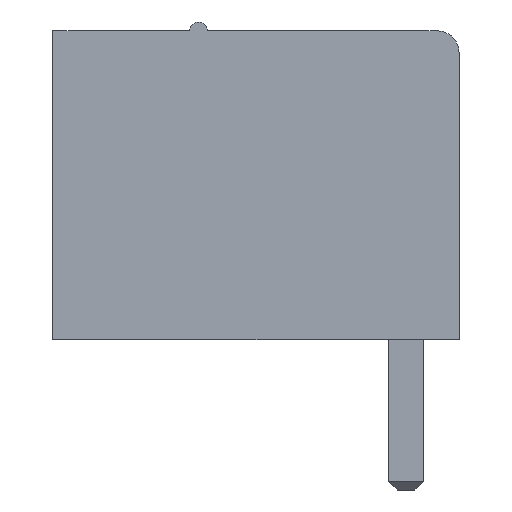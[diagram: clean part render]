
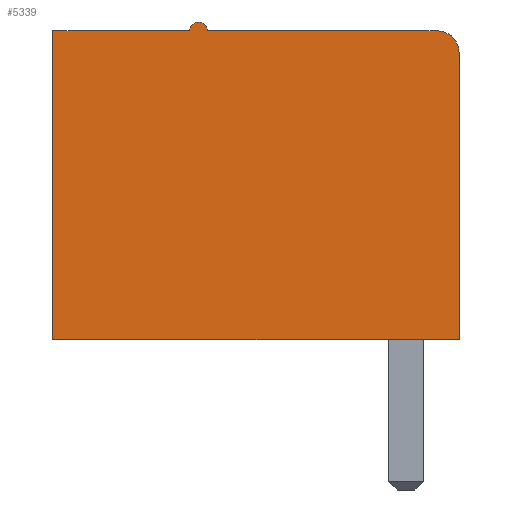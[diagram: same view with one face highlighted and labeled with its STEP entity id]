
A CAD part, left-side view. The second image highlights one B-rep face of the part: STEP entity #5339.
In plain terms, the highlighted planar face has unit normal (-1, 0, 0).
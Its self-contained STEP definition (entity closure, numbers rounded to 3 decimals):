
#142=CIRCLE('',#5789,0.5);
#143=CIRCLE('',#5790,0.2);
#366=FACE_OUTER_BOUND('',#648,.T.);
#648=EDGE_LOOP('',(#4555,#4556,#4557,#4558,#4559,#4560,#4561));
#1268=LINE('',#8456,#1974);
#1275=LINE('',#8472,#1981);
#1276=LINE('',#8476,#1982);
#1277=LINE('',#8478,#1983);
#1278=LINE('',#8479,#1984);
#1974=VECTOR('',#6938,10.);
#1981=VECTOR('',#6949,10.);
#1982=VECTOR('',#6952,10.);
#1983=VECTOR('',#6953,10.);
#1984=VECTOR('',#6954,10.);
#2512=VERTEX_POINT('',#8453);
#2513=VERTEX_POINT('',#8455);
#2519=VERTEX_POINT('',#8469);
#2520=VERTEX_POINT('',#8471);
#2521=VERTEX_POINT('',#8473);
#2522=VERTEX_POINT('',#8475);
#2523=VERTEX_POINT('',#8477);
#3207=EDGE_CURVE('',#2512,#2513,#1268,.T.);
#3214=EDGE_CURVE('',#2519,#2512,#142,.T.);
#3215=EDGE_CURVE('',#2520,#2519,#1275,.T.);
#3216=EDGE_CURVE('',#2521,#2520,#143,.T.);
#3217=EDGE_CURVE('',#2522,#2521,#1276,.T.);
#3218=EDGE_CURVE('',#2523,#2522,#1277,.T.);
#3219=EDGE_CURVE('',#2513,#2523,#1278,.T.);
#4555=ORIENTED_EDGE('',*,*,#3214,.F.);
#4556=ORIENTED_EDGE('',*,*,#3215,.F.);
#4557=ORIENTED_EDGE('',*,*,#3216,.F.);
#4558=ORIENTED_EDGE('',*,*,#3217,.F.);
#4559=ORIENTED_EDGE('',*,*,#3218,.F.);
#4560=ORIENTED_EDGE('',*,*,#3219,.F.);
#4561=ORIENTED_EDGE('',*,*,#3207,.F.);
#5070=PLANE('',#5788);
#5339=ADVANCED_FACE('',(#366),#5070,.F.);
#5788=AXIS2_PLACEMENT_3D('',#8468,#6945,#6946);
#5789=AXIS2_PLACEMENT_3D('',#8470,#6947,#6948);
#5790=AXIS2_PLACEMENT_3D('',#8474,#6950,#6951);
#6938=DIRECTION('',(0.,0.,-1.));
#6945=DIRECTION('center_axis',(1.,0.,0.));
#6946=DIRECTION('ref_axis',(0.,0.,-1.));
#6947=DIRECTION('center_axis',(1.,0.,0.));
#6948=DIRECTION('ref_axis',(0.,0.,1.));
#6949=DIRECTION('',(0.,-1.,0.));
#6950=DIRECTION('center_axis',(1.,0.,0.));
#6951=DIRECTION('ref_axis',(0.,1.,0.));
#6952=DIRECTION('',(0.,-1.,0.));
#6953=DIRECTION('',(0.,0.,1.));
#6954=DIRECTION('',(0.,1.,0.));
#8453=CARTESIAN_POINT('',(-2.54,-1.2,6.5));
#8455=CARTESIAN_POINT('',(-2.54,-1.2,0.));
#8456=CARTESIAN_POINT('',(-2.54,-1.2,6.5));
#8468=CARTESIAN_POINT('Origin',(-2.54,3.461,3.465));
#8469=CARTESIAN_POINT('',(-2.54,-0.7,7.));
#8470=CARTESIAN_POINT('Origin',(-2.54,-0.7,6.5));
#8471=CARTESIAN_POINT('',(-2.54,4.5,7.));
#8472=CARTESIAN_POINT('',(-2.54,4.5,7.));
#8473=CARTESIAN_POINT('',(-2.54,4.9,7.));
#8474=CARTESIAN_POINT('Origin',(-2.54,4.7,7.));
#8475=CARTESIAN_POINT('',(-2.54,8.,7.));
#8476=CARTESIAN_POINT('',(-2.54,8.,7.));
#8477=CARTESIAN_POINT('',(-2.54,8.,0.));
#8478=CARTESIAN_POINT('',(-2.54,8.,0.));
#8479=CARTESIAN_POINT('',(-2.54,-1.2,0.));
